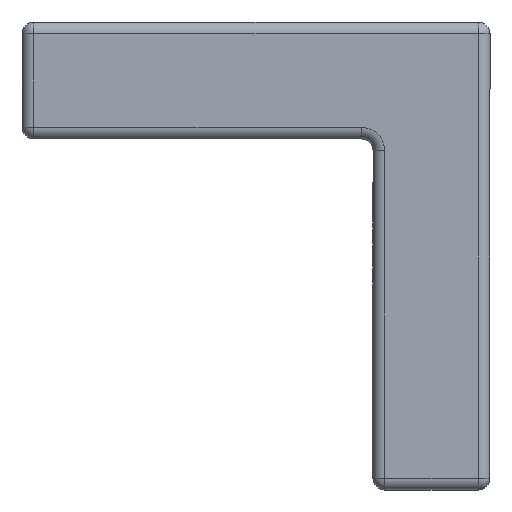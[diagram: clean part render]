
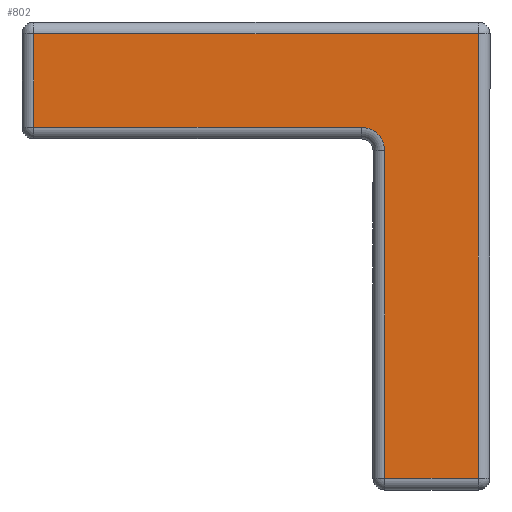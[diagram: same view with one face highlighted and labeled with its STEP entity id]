
A CAD part, front view. The second image highlights one B-rep face of the part: STEP entity #802.
In plain terms, the highlighted planar face has unit normal (0, -1, 0).
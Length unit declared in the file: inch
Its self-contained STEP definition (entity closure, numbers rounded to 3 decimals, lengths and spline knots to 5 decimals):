
#64=PLANE('',#928);
#69=LINE('',#1280,#105);
#73=LINE('',#1337,#109);
#77=LINE('',#1343,#113);
#81=LINE('',#1349,#117);
#87=LINE('',#1358,#123);
#95=LINE('',#1370,#131);
#105=VECTOR('',#1010,0.3937);
#109=VECTOR('',#1076,0.3937);
#113=VECTOR('',#1084,0.3937);
#117=VECTOR('',#1092,0.3937);
#123=VECTOR('',#1104,0.3937);
#131=VECTOR('',#1120,0.3937);
#208=FACE_OUTER_BOUND('',#274,.T.);
#274=EDGE_LOOP('',(#691,#692,#693,#694,#695,#696,#697));
#340=CIRCLE('',#871,0.03937);
#393=VERTEX_POINT('',#1257);
#400=VERTEX_POINT('',#1273);
#406=VERTEX_POINT('',#1293);
#407=VERTEX_POINT('',#1294);
#415=VERTEX_POINT('',#1312);
#419=VERTEX_POINT('',#1323);
#422=VERTEX_POINT('',#1330);
#469=EDGE_CURVE('',#400,#393,#69,.T.);
#476=EDGE_CURVE('',#406,#407,#340,.T.);
#495=EDGE_CURVE('',#422,#415,#73,.T.);
#499=EDGE_CURVE('',#419,#422,#77,.T.);
#503=EDGE_CURVE('',#407,#419,#81,.T.);
#509=EDGE_CURVE('',#415,#400,#87,.T.);
#517=EDGE_CURVE('',#393,#406,#95,.T.);
#691=ORIENTED_EDGE('',*,*,#495,.F.);
#692=ORIENTED_EDGE('',*,*,#499,.F.);
#693=ORIENTED_EDGE('',*,*,#503,.F.);
#694=ORIENTED_EDGE('',*,*,#476,.F.);
#695=ORIENTED_EDGE('',*,*,#517,.F.);
#696=ORIENTED_EDGE('',*,*,#469,.F.);
#697=ORIENTED_EDGE('',*,*,#509,.F.);
#802=ADVANCED_FACE('',(#208),#64,.T.);
#871=AXIS2_PLACEMENT_3D('',#1295,#1026,#1027);
#928=AXIS2_PLACEMENT_3D('',#1415,#1172,#1173);
#1010=DIRECTION('',(-1.,0.,0.));
#1026=DIRECTION('center_axis',(0.,-1.,0.));
#1027=DIRECTION('ref_axis',(0.707,0.,0.707));
#1076=DIRECTION('',(1.,0.,0.));
#1084=DIRECTION('',(0.,0.,1.));
#1092=DIRECTION('',(-1.,0.,0.));
#1104=DIRECTION('',(0.,0.,-1.));
#1120=DIRECTION('',(0.,0.,1.));
#1172=DIRECTION('center_axis',(0.,-1.,0.));
#1173=DIRECTION('ref_axis',(0.,0.,-1.));
#1257=CARTESIAN_POINT('',(-0.17717,0.,-0.76772));
#1273=CARTESIAN_POINT('',(-0.01969,0.,-0.76772));
#1280=CARTESIAN_POINT('',(-0.14149,0.,-0.76772));
#1293=CARTESIAN_POINT('',(-0.17717,0.,-0.21654));
#1294=CARTESIAN_POINT('',(-0.21654,0.,-0.17717));
#1295=CARTESIAN_POINT('Origin',(-0.21654,0.,
-0.21654));
#1312=CARTESIAN_POINT('',(-0.01969,0.,-0.01969));
#1323=CARTESIAN_POINT('',(-0.76772,0.,-0.17717));
#1330=CARTESIAN_POINT('',(-0.76772,0.,-0.01969));
#1337=CARTESIAN_POINT('',(-0.53519,0.,-0.01969));
#1343=CARTESIAN_POINT('',(-0.76772,0.,-0.23991));
#1349=CARTESIAN_POINT('',(-0.23991,0.,-0.17717));
#1358=CARTESIAN_POINT('',(-0.01969,0.,-0.14149));
#1370=CARTESIAN_POINT('',(-0.17717,0.,-0.53519));
#1415=CARTESIAN_POINT('Origin',(-0.28297,0.,-0.28297));
